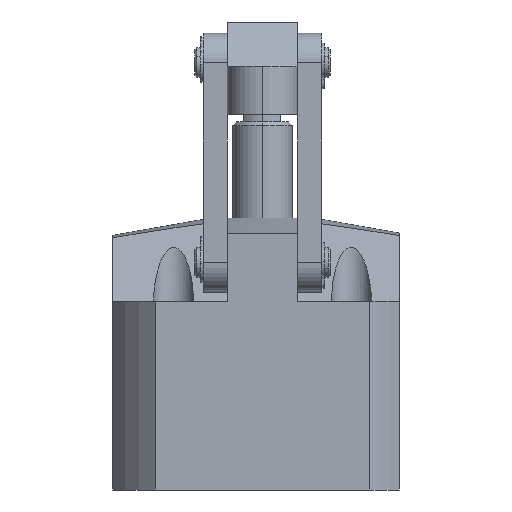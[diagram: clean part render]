
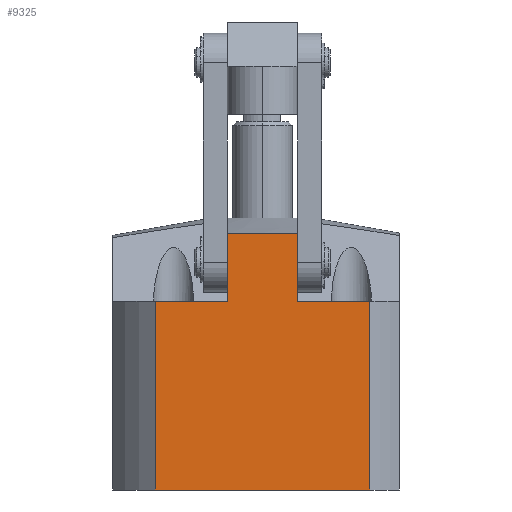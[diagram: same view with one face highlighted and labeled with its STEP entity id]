
A CAD part, front view. The second image highlights one B-rep face of the part: STEP entity #9325.
In plain terms, the highlighted planar face has unit normal (0, -1, 0).
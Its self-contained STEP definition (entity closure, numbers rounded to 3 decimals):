
#875 = LINE ( 'NONE', #5310, #877 ) ;
#877 = VECTOR ( 'NONE', #5308, 1000. ) ;
#878 = LINE ( 'NONE', #5296, #880 ) ;
#879 = LINE ( 'NONE', #5256, #897 ) ;
#880 = VECTOR ( 'NONE', #5303, 1000. ) ;
#881 = LINE ( 'NONE', #5286, #883 ) ;
#883 = VECTOR ( 'NONE', #5293, 1000. ) ;
#884 = LINE ( 'NONE', #5284, #886 ) ;
#886 = VECTOR ( 'NONE', #5283, 1000. ) ;
#890 = LINE ( 'NONE', #5252, #893 ) ;
#893 = VECTOR ( 'NONE', #5251, 1000. ) ;
#897 = VECTOR ( 'NONE', #5247, 1000. ) ;
#898 = LINE ( 'NONE', #5242, #901 ) ;
#901 = VECTOR ( 'NONE', #5236, 1000. ) ;
#974 = B_SPLINE_CURVE_WITH_KNOTS ( 'NONE', 3,
 ( #5277, #5276, #5262, #5261, #5260 ),
 .UNSPECIFIED., .F., .F.,
 ( 4, 1, 4 ),
 ( 0.118, 0.128, 0.137 ),
 .UNSPECIFIED. ) ;
#3271 = DIRECTION ( 'NONE',  ( 0., 0., 1. ) ) ;
#3272 = DIRECTION ( 'NONE',  ( 0., 1., 0. ) ) ;
#3273 = CARTESIAN_POINT ( 'NONE',  ( 0., -37., 27. ) ) ;
#3274 = PLANE ( 'NONE',  #3481 ) ;
#3481 = AXIS2_PLACEMENT_3D ( 'NONE', #3273, #3272, #3271 ) ;
#4405 = EDGE_CURVE ( 'NONE', #7838, #7840, #875, .T. ) ;
#4407 = EDGE_CURVE ( 'NONE', #7862, #7793, #878, .T. ) ;
#4409 = EDGE_CURVE ( 'NONE', #7849, #7862, #881, .T. ) ;
#4411 = EDGE_CURVE ( 'NONE', #7856, #7849, #884, .T. ) ;
#4413 = EDGE_CURVE ( 'NONE', #7856, #7855, #974, .T. ) ;
#4416 = EDGE_CURVE ( 'NONE', #7855, #7858, #890, .T. ) ;
#4418 = EDGE_CURVE ( 'NONE', #7858, #7838, #879, .T. ) ;
#4420 = EDGE_CURVE ( 'NONE', #7793, #7840, #898, .T. ) ;
#4936 = CARTESIAN_POINT ( 'NONE',  ( 28.983, -37., 4.5 ) ) ;
#4950 = CARTESIAN_POINT ( 'NONE',  ( -9.5, -37., 4.5 ) ) ;
#4955 = CARTESIAN_POINT ( 'NONE',  ( 9.5, -37., 22.733 ) ) ;
#4957 = CARTESIAN_POINT ( 'NONE',  ( -9.5, -37., 22.733 ) ) ;
#4978 = CARTESIAN_POINT ( 'NONE',  ( 9.5, -37., 4.5 ) ) ;
#5001 = CARTESIAN_POINT ( 'NONE',  ( -28.983, -37., -46.5 ) ) ;
#5007 = CARTESIAN_POINT ( 'NONE',  ( -28.983, -37., 4.5 ) ) ;
#5158 = CARTESIAN_POINT ( 'NONE',  ( 28.983, -37., -46.5 ) ) ;
#5236 = DIRECTION ( 'NONE',  ( -1., 0., 0. ) ) ;
#5242 = CARTESIAN_POINT ( 'NONE',  ( 28.983, -37., -46.5 ) ) ;
#5247 = DIRECTION ( 'NONE',  ( -1., 0., 0. ) ) ;
#5251 = DIRECTION ( 'NONE',  ( 0., 0., -1. ) ) ;
#5252 = CARTESIAN_POINT ( 'NONE',  ( -9.5, -37., 4.5 ) ) ;
#5256 = CARTESIAN_POINT ( 'NONE',  ( -9.5, -37., 4.5 ) ) ;
#5260 = CARTESIAN_POINT ( 'NONE',  ( -9.5, -37., 22.733 ) ) ;
#5261 = CARTESIAN_POINT ( 'NONE',  ( -6.333, -37., 22.872 ) ) ;
#5262 = CARTESIAN_POINT ( 'NONE',  ( 0., -37., 23.017 ) ) ;
#5276 = CARTESIAN_POINT ( 'NONE',  ( 6.333, -37., 22.872 ) ) ;
#5277 = CARTESIAN_POINT ( 'NONE',  ( 9.5, -37., 22.733 ) ) ;
#5283 = DIRECTION ( 'NONE',  ( 0., 0., -1. ) ) ;
#5284 = CARTESIAN_POINT ( 'NONE',  ( 9.5, -37., 4.5 ) ) ;
#5286 = CARTESIAN_POINT ( 'NONE',  ( 9.5, -37., 4.5 ) ) ;
#5293 = DIRECTION ( 'NONE',  ( 1., 0., 0. ) ) ;
#5296 = CARTESIAN_POINT ( 'NONE',  ( 28.983, -37., 27. ) ) ;
#5303 = DIRECTION ( 'NONE',  ( 0., 0., -1. ) ) ;
#5308 = DIRECTION ( 'NONE',  ( 0., 0., -1. ) ) ;
#5310 = CARTESIAN_POINT ( 'NONE',  ( -28.983, -37., 27. ) ) ;
#5516 = FACE_OUTER_BOUND ( 'NONE', #8905, .T. ) ;
#7793 = VERTEX_POINT ( 'NONE', #5158 ) ;
#7838 = VERTEX_POINT ( 'NONE', #5007 ) ;
#7840 = VERTEX_POINT ( 'NONE', #5001 ) ;
#7849 = VERTEX_POINT ( 'NONE', #4978 ) ;
#7855 = VERTEX_POINT ( 'NONE', #4957 ) ;
#7856 = VERTEX_POINT ( 'NONE', #4955 ) ;
#7858 = VERTEX_POINT ( 'NONE', #4950 ) ;
#7862 = VERTEX_POINT ( 'NONE', #4936 ) ;
#8905 = EDGE_LOOP ( 'NONE', ( #9150, #8957, #8963, #8953, #8951, #8937, #9083, #8956 ) ) ;
#8937 = ORIENTED_EDGE ( 'NONE', *, *, #4418, .T. ) ;
#8951 = ORIENTED_EDGE ( 'NONE', *, *, #4416, .T. ) ;
#8953 = ORIENTED_EDGE ( 'NONE', *, *, #4413, .T. ) ;
#8956 = ORIENTED_EDGE ( 'NONE', *, *, #4420, .F. ) ;
#8957 = ORIENTED_EDGE ( 'NONE', *, *, #4409, .F. ) ;
#8963 = ORIENTED_EDGE ( 'NONE', *, *, #4411, .F. ) ;
#9083 = ORIENTED_EDGE ( 'NONE', *, *, #4405, .T. ) ;
#9150 = ORIENTED_EDGE ( 'NONE', *, *, #4407, .F. ) ;
#9325 = ADVANCED_FACE ( 'NONE', ( #5516 ), #3274, .F. ) ;
